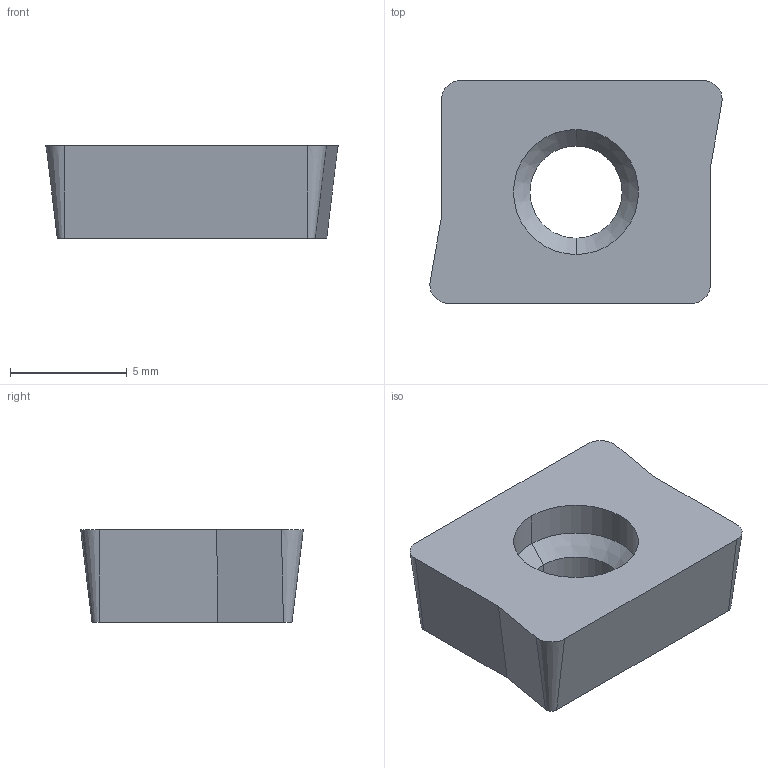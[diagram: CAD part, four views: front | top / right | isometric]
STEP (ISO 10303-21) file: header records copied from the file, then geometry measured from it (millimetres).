
FILE_DESCRIPTION((''),'2;1');
FILE_NAME('ZCMX09T308ER-A','2017-02-17T',('tlyz03'),('PTC Japan'),'PRO/ENGINEER BY PARAMETRIC TECHNOLOGY CORPORATION, 2014310','PRO/ENGINEER BY PARAMETRIC TECHNOLOGY CORPORATION, 2014310','');
FILE_SCHEMA(('AUTOMOTIVE_DESIGN { 1 0 10303 214 1 1 1 1 }'));
Length unit declared in the file: millimetre
Products named in the file (1): ZCMX09T308ER-A
Bounding box: 12.5 x 9.53 x 3.97 mm (x, y, z)
Volume: 335.3 mm3; surface area: 390.4 mm2
Topology: 1 solids, 1 shells, 18 faces, 44 edges, 28 vertices
Faces by surface type: plane 8, cone 6, cylinder 4
Entity records: 763 total; most frequent: DIRECTION 100, CARTESIAN_POINT 94, ORIENTED_EDGE 88, PRESENTATION_STYLE_ASSIGNMENT 46, STYLED_ITEM 46, CURVE_STYLE 45, EDGE_CURVE 44, AXIS2_PLACEMENT_3D 36
